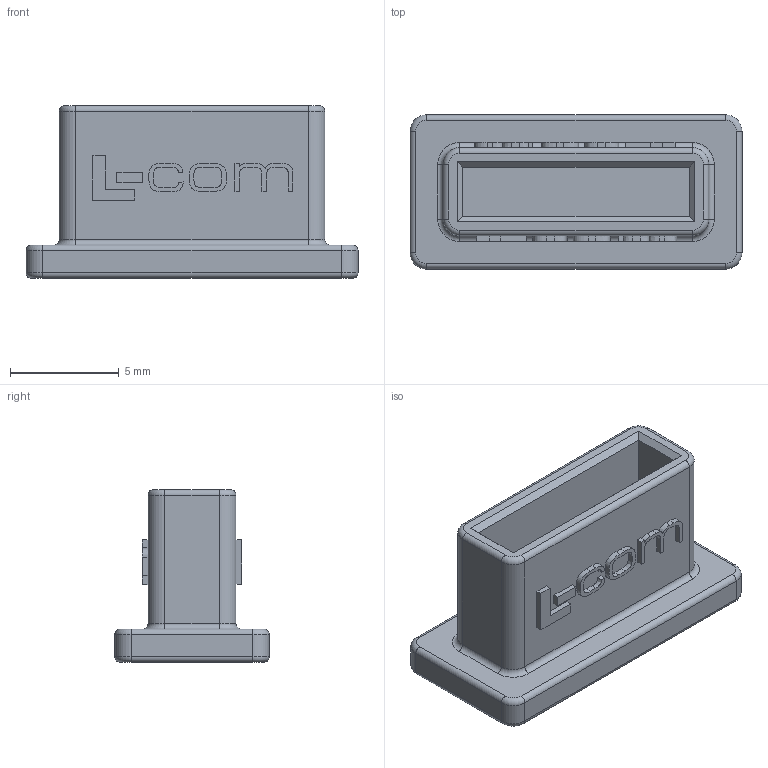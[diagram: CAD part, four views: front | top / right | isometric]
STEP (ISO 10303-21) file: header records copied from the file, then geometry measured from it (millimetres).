
FILE_DESCRIPTION (( 'STEP AP203' ), '1' );
FILE_NAME ('CAPSATA.STEP', '2011-06-23T15:35:22', ( 'x' ), ( 'Microsoft' ), 'SwSTEP 2.0', 'SolidWorks 2010', '' );
FILE_SCHEMA (( 'CONFIG_CONTROL_DESIGN' ));
Length unit declared in the file: inch
Products named in the file (1): CAPSATA
Bounding box: 15.24 x 7.09 x 7.92 mm (x, y, z)
Volume: 328.1 mm3; surface area: 640.8 mm2
Topology: 1 solids, 1 shells, 204 faces, 528 edges, 340 vertices
Faces by surface type: plane 116, bspline 48, cylinder 24, torus 16
Entity records: 6859 total; most frequent: CARTESIAN_POINT 2081, ORIENTED_EDGE 1056, DIRECTION 810, EDGE_CURVE 528, VECTOR 368, LINE 368, VERTEX_POINT 340, AXIS2_PLACEMENT_3D 221
